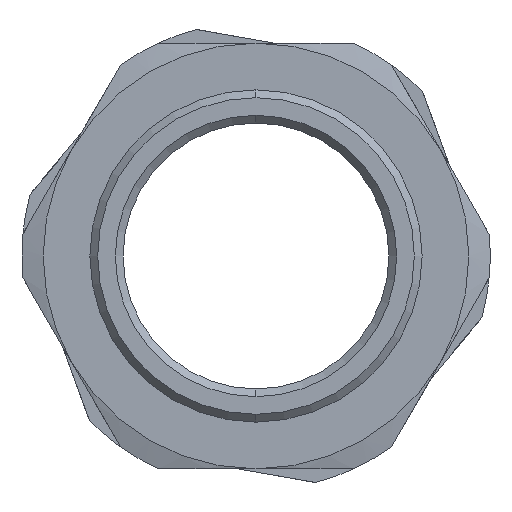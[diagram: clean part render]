
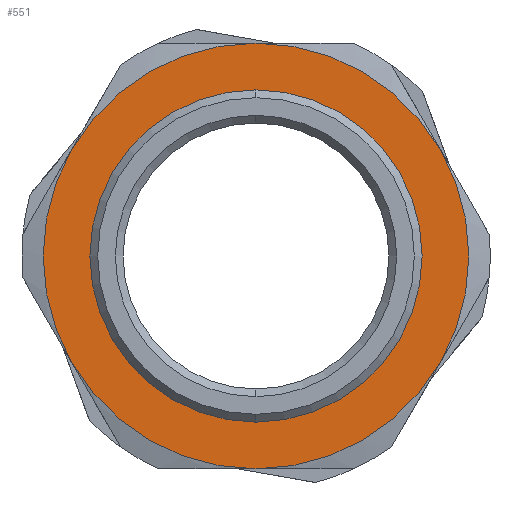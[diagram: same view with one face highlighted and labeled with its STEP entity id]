
A CAD part, left-side view. The second image highlights one B-rep face of the part: STEP entity #551.
In plain terms, the highlighted planar face has unit normal (-1, 0, 0).
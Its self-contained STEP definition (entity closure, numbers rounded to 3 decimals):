
#28 = VERTEX_POINT ( 'NONE', #2377 ) ;
#88 = CARTESIAN_POINT ( 'NONE',  ( 15.3, 0., 0. ) ) ;
#92 = FACE_BOUND ( 'NONE', #1731, .T. ) ;
#103 = CARTESIAN_POINT ( 'NONE',  ( 15.3, 0., 16. ) ) ;
#107 = CARTESIAN_POINT ( 'NONE',  ( 15.3, 0., 0. ) ) ;
#126 = ORIENTED_EDGE ( 'NONE', *, *, #2405, .F. ) ;
#128 = CIRCLE ( 'NONE', #2649, 20.5 ) ;
#275 = DIRECTION ( 'NONE',  ( 1., 0., 0. ) ) ;
#325 = DIRECTION ( 'NONE',  ( 0., 0., 1. ) ) ;
#341 = VERTEX_POINT ( 'NONE', #532 ) ;
#349 = CARTESIAN_POINT ( 'NONE',  ( 15.3, 0., 0. ) ) ;
#373 = AXIS2_PLACEMENT_3D ( 'NONE', #349, #1027, #1878 ) ;
#421 = DIRECTION ( 'NONE',  ( 1., 0., 0. ) ) ;
#482 = AXIS2_PLACEMENT_3D ( 'NONE', #921, #2668, #1340 ) ;
#493 = FACE_OUTER_BOUND ( 'NONE', #982, .T. ) ;
#532 = CARTESIAN_POINT ( 'NONE',  ( 15.3, -17.754, 10.25 ) ) ;
#551 = ADVANCED_FACE ( 'NONE', ( #92, #493 ), #1274, .F. ) ;
#579 = DIRECTION ( 'NONE',  ( -1., 0., 0. ) ) ;
#592 = CARTESIAN_POINT ( 'NONE',  ( 15.3, 0., 0. ) ) ;
#611 = VERTEX_POINT ( 'NONE', #2388 ) ;
#635 = AXIS2_PLACEMENT_3D ( 'NONE', #88, #275, #1813 ) ;
#657 = CARTESIAN_POINT ( 'NONE',  ( 15.3, -17.754, -10.25 ) ) ;
#827 = AXIS2_PLACEMENT_3D ( 'NONE', #592, #1654, #1520 ) ;
#895 = EDGE_CURVE ( 'NONE', #1505, #1189, #1045, .T. ) ;
#919 = EDGE_CURVE ( 'NONE', #2167, #2343, #1893, .T. ) ;
#921 = CARTESIAN_POINT ( 'NONE',  ( 15.3, 0., 0. ) ) ;
#930 = EDGE_CURVE ( 'NONE', #2343, #2167, #2838, .T. ) ;
#982 = EDGE_LOOP ( 'NONE', ( #2419, #1181, #1161, #126, #2803, #1513 ) ) ;
#992 = DIRECTION ( 'NONE',  ( 1., 0., 0. ) ) ;
#1027 = DIRECTION ( 'NONE',  ( 1., 0., 0. ) ) ;
#1045 = CIRCLE ( 'NONE', #1163, 20.5 ) ;
#1112 = AXIS2_PLACEMENT_3D ( 'NONE', #2731, #2114, #2128 ) ;
#1151 = EDGE_CURVE ( 'NONE', #2472, #611, #2399, .T. ) ;
#1161 = ORIENTED_EDGE ( 'NONE', *, *, #1806, .F. ) ;
#1163 = AXIS2_PLACEMENT_3D ( 'NONE', #2072, #579, #325 ) ;
#1181 = ORIENTED_EDGE ( 'NONE', *, *, #1151, .F. ) ;
#1189 = VERTEX_POINT ( 'NONE', #2550 ) ;
#1213 = EDGE_CURVE ( 'NONE', #28, #1189, #2781, .T. ) ;
#1219 = AXIS2_PLACEMENT_3D ( 'NONE', #1717, #421, #2387 ) ;
#1274 = PLANE ( 'NONE',  #2330 ) ;
#1324 = ORIENTED_EDGE ( 'NONE', *, *, #919, .T. ) ;
#1330 = CIRCLE ( 'NONE', #635, 20.5 ) ;
#1340 = DIRECTION ( 'NONE',  ( 0., 0., -1. ) ) ;
#1427 = EDGE_CURVE ( 'NONE', #611, #28, #2103, .T. ) ;
#1428 = CARTESIAN_POINT ( 'NONE',  ( 15.3, 0., 20.5 ) ) ;
#1457 = CARTESIAN_POINT ( 'NONE',  ( 15.3, 0., -16. ) ) ;
#1505 = VERTEX_POINT ( 'NONE', #1428 ) ;
#1513 = ORIENTED_EDGE ( 'NONE', *, *, #1213, .F. ) ;
#1520 = DIRECTION ( 'NONE',  ( 0., 0., -1. ) ) ;
#1544 = DIRECTION ( 'NONE',  ( 0., 0., -1. ) ) ;
#1654 = DIRECTION ( 'NONE',  ( 1., 0., 0. ) ) ;
#1717 = CARTESIAN_POINT ( 'NONE',  ( 15.3, 0., 0. ) ) ;
#1731 = EDGE_LOOP ( 'NONE', ( #1324, #2718 ) ) ;
#1806 = EDGE_CURVE ( 'NONE', #341, #2472, #1330, .T. ) ;
#1813 = DIRECTION ( 'NONE',  ( 0., 0., -1. ) ) ;
#1878 = DIRECTION ( 'NONE',  ( 0., 0., -1. ) ) ;
#1893 = CIRCLE ( 'NONE', #1219, 16. ) ;
#2072 = CARTESIAN_POINT ( 'NONE',  ( 15.3, 0., 0. ) ) ;
#2103 = CIRCLE ( 'NONE', #482, 20.5 ) ;
#2114 = DIRECTION ( 'NONE',  ( 1., 0., 0. ) ) ;
#2128 = DIRECTION ( 'NONE',  ( 0., 0., -1. ) ) ;
#2167 = VERTEX_POINT ( 'NONE', #1457 ) ;
#2197 = DIRECTION ( 'NONE',  ( 1., 0., 0. ) ) ;
#2330 = AXIS2_PLACEMENT_3D ( 'NONE', #2821, #2197, #1544 ) ;
#2343 = VERTEX_POINT ( 'NONE', #103 ) ;
#2377 = CARTESIAN_POINT ( 'NONE',  ( 15.3, 17.754, -10.25 ) ) ;
#2387 = DIRECTION ( 'NONE',  ( 0., 0., -1. ) ) ;
#2388 = CARTESIAN_POINT ( 'NONE',  ( 15.3, 0., -20.5 ) ) ;
#2399 = CIRCLE ( 'NONE', #373, 20.5 ) ;
#2405 = EDGE_CURVE ( 'NONE', #1505, #341, #128, .T. ) ;
#2419 = ORIENTED_EDGE ( 'NONE', *, *, #1427, .F. ) ;
#2472 = VERTEX_POINT ( 'NONE', #657 ) ;
#2534 = DIRECTION ( 'NONE',  ( 0., 0., -1. ) ) ;
#2550 = CARTESIAN_POINT ( 'NONE',  ( 15.3, 17.754, 10.25 ) ) ;
#2649 = AXIS2_PLACEMENT_3D ( 'NONE', #107, #992, #2534 ) ;
#2668 = DIRECTION ( 'NONE',  ( 1., 0., 0. ) ) ;
#2718 = ORIENTED_EDGE ( 'NONE', *, *, #930, .T. ) ;
#2731 = CARTESIAN_POINT ( 'NONE',  ( 15.3, 0., 0. ) ) ;
#2781 = CIRCLE ( 'NONE', #1112, 20.5 ) ;
#2803 = ORIENTED_EDGE ( 'NONE', *, *, #895, .T. ) ;
#2821 = CARTESIAN_POINT ( 'NONE',  ( 15.3, 16., 0. ) ) ;
#2838 = CIRCLE ( 'NONE', #827, 16. ) ;
